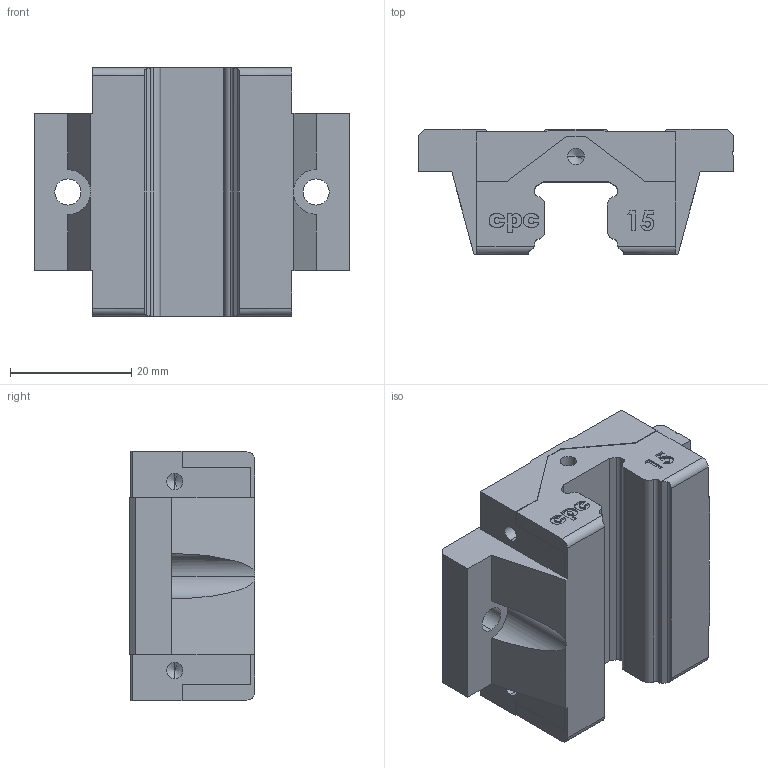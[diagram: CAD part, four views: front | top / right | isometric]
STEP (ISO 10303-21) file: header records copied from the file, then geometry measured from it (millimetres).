
FILE_DESCRIPTION (( 'STEP AP214' ), '1' );
FILE_NAME ('ARC15FS_block_V2.STEP', '2013-03-11T11:41:27', ( 'CPC' ), ( '' ), 'SwSTEP 2.0', 'SolidWorks 2010', '' );
FILE_SCHEMA (( 'AUTOMOTIVE_DESIGN' ));
Length unit declared in the file: millimetre
Products named in the file (1): ARC15FS_block_V2
Bounding box: 52 x 20.7 x 41.2 mm (x, y, z)
Volume: 26002.2 mm3; surface area: 8236.3 mm2
Topology: 1 solids, 1 shells, 282 faces, 768 edges, 498 vertices
Faces by surface type: plane 145, bspline 74, cylinder 47, cone 16
Entity records: 14969 total; most frequent: CARTESIAN_POINT 8115, ORIENTED_EDGE 1512, DIRECTION 1108, EDGE_CURVE 756, LINE 502, VECTOR 502, VERTEX_POINT 498, EDGE_LOOP 308
